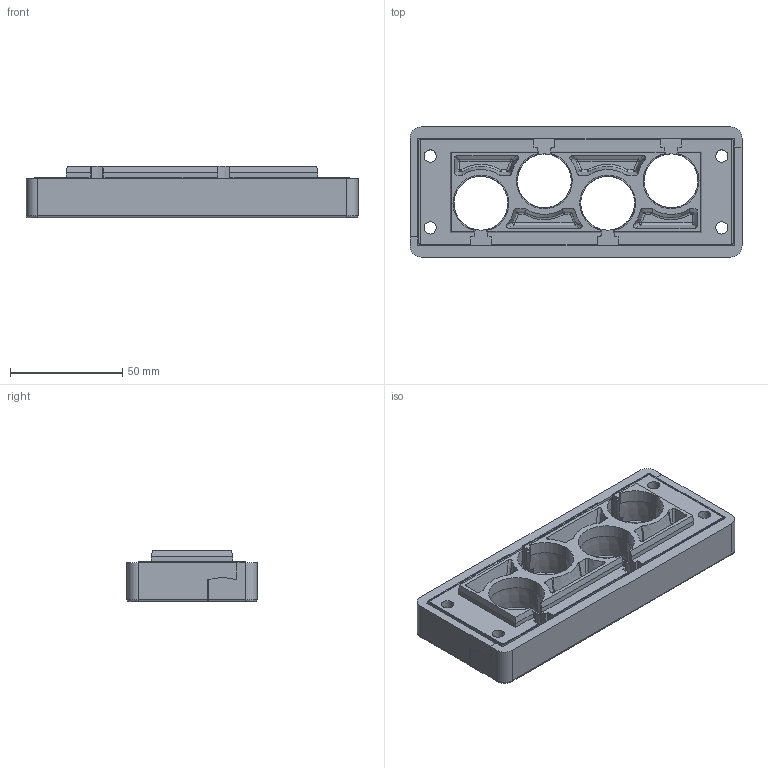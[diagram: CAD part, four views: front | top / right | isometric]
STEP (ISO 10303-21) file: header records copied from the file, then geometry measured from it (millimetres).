
FILE_DESCRIPTION (( 'STEP AP203' ), '1' );
FILE_NAME ('568323.step', '2019-11-21T17:28:03', ( '' ), ( '' ), 'SwSTEP 2.0', 'SolidWorks 2019', '' );
FILE_SCHEMA (( 'CONFIG_CONTROL_DESIGN' ));
Length unit declared in the file: millimetre
Products named in the file (1): 568323
Bounding box: 148 x 58 x 23 mm (x, y, z)
Volume: 113986.4 mm3; surface area: 53373.4 mm2
Topology: 3 solids, 3 shells, 1136 faces, 2972 edges, 1936 vertices
Faces by surface type: plane 665, bspline 235, cylinder 212, cone 24
Entity records: 37385 total; most frequent: CARTESIAN_POINT 10682, ORIENTED_EDGE 5936, DIRECTION 4736, EDGE_CURVE 2968, LINE 2016, VECTOR 2016, VERTEX_POINT 1936, AXIS2_PLACEMENT_3D 1360
